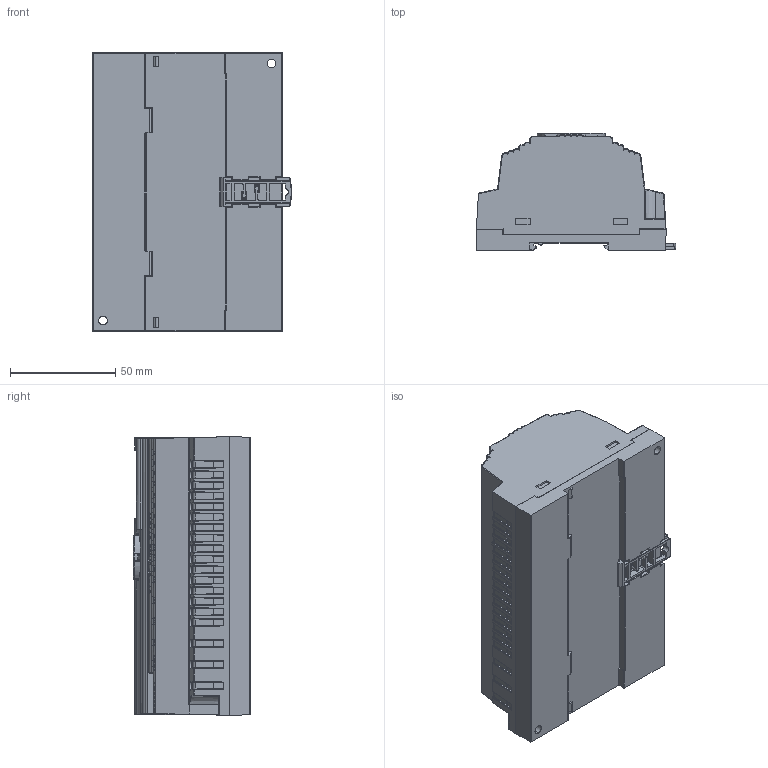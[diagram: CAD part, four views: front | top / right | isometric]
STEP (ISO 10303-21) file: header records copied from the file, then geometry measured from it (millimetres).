
FILE_DESCRIPTION (( 'STEP AP214' ), '1' );
FILE_NAME ('NEED MAX 16-4 z wyœwietlaczem.STEP', '2014-09-09T08:12:15', ( '' ), ( '' ), 'SwSTEP 2.0', 'SolidWorks 2012', '' );
FILE_SCHEMA (( 'AUTOMOTIVE_DESIGN' ));
Length unit declared in the file: millimetre
Products named in the file (3): Zaczep na szynê DIN; NEED MAX 16-4 z wyœwietlaczem_Nadruki; NEED MAX 16-4 z wyœwietlaczem
Assembly tree (2 placements, depth 2):
  NEED MAX 16-4 z wyœwietlaczem
    NEED MAX 16-4 z wyœwietlaczem_Nadruki
    Zaczep na szynê DIN
Bounding box: 94.54 x 55.51 x 132.04 mm (x, y, z)
Volume: 513388.9 mm3; surface area: 68353.5 mm2
Topology: 2 solids, 5 shells, 3787 faces, 10056 edges, 6474 vertices
Faces by surface type: plane 1743, bspline 985, cylinder 879, sphere 125, torus 45, cone 10
Entity records: 181073 total; most frequent: CARTESIAN_POINT 72134, ORIENTED_EDGE 20044, DIRECTION 13518, EDGE_CURVE 10022, VERTEX_POINT 6470, LINE 5620, VECTOR 5620, EDGE_LOOP 4110
